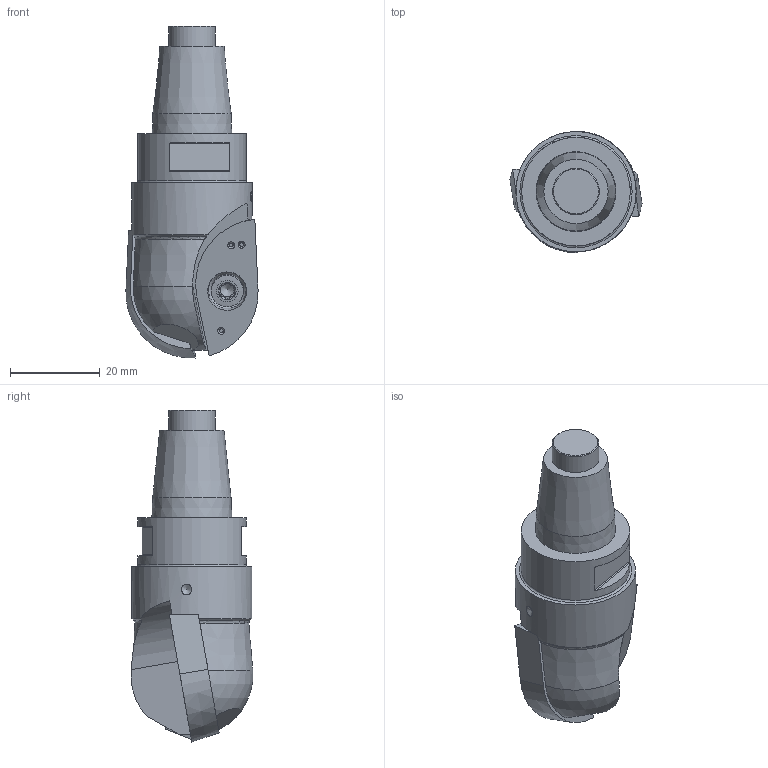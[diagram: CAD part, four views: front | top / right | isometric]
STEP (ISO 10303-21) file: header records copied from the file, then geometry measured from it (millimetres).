
FILE_DESCRIPTION(/* description */ (''),/* implementation_level */ '2;1');
FILE_NAME(/* name */ '1580298405544.stp',/* time_stamp */ '2020-01-29T17:16:59+06:00',/* author */ (''),/* organization */ ('SMS'),/* preprocessor_version */ 'ST-DEVELOPER v16.7',/* originating_system */ 'SIEMENS PLM Software NX 12.0',/* authorisation */ '');
FILE_SCHEMA (('AUTOMOTIVE_DESIGN { 1 0 10303 214 3 1 1 1 }'));
Length unit declared in the file: millimetre
Products named in the file (4): ASSEMBLY_CONSTRUCTION; 202032518mod000_00; 202357309mod000_00; 202357401mod000_00
Assembly tree (4 placements, depth 2):
  202357401mod000_00
    202357309mod000_00
    202032518mod000_00  x2
    ASSEMBLY_CONSTRUCTION
Bounding box: 29.44 x 27.14 x 73.98 mm (x, y, z)
Volume: 23829.2 mm3; surface area: 8338.7 mm2
Topology: 3 solids, 3 shells, 170 faces, 424 edges, 285 vertices
Faces by surface type: plane 74, cone 36, extrusion 24, cylinder 18, torus 13, sphere 3, bspline 2
Full cylindrical faces by diameter (mm): 4.5 x2, 5 x2, 5.9 x2, 7.15 x2, 10.4 x1, 24.2 x1, 26.8 x1
Entity records: 6152 total; most frequent: CARTESIAN_POINT 2420, DIRECTION 749, ORIENTED_EDGE 684, EDGE_CURVE 342, AXIS2_PLACEMENT_3D 305, VERTEX_POINT 238, EDGE_LOOP 199, ADVANCED_FACE 155
